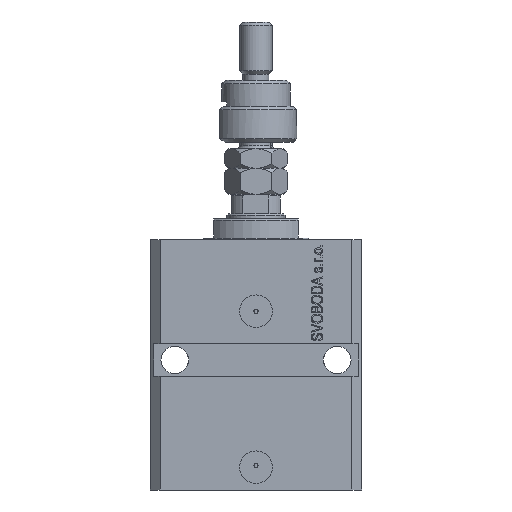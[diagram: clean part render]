
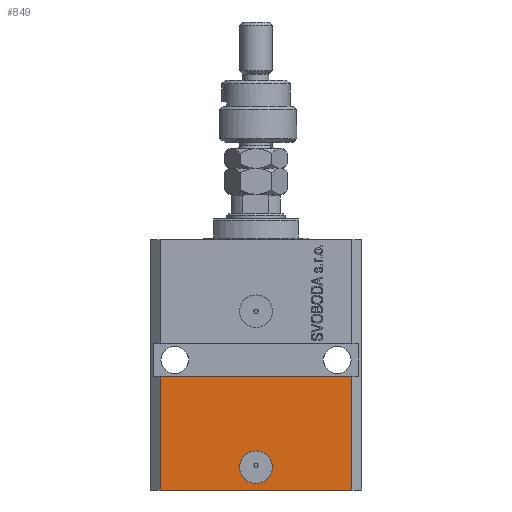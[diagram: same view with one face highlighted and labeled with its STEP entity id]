
A CAD part, front view. The second image highlights one B-rep face of the part: STEP entity #849.
In plain terms, the highlighted planar face has unit normal (0, -1, 0).
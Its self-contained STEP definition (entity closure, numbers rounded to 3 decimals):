
#849 = ADVANCED_FACE ( 'NONE', ( #2559, #36187 ), #43767, .T. ) ;
#925 = CARTESIAN_POINT ( 'NONE',  ( -29.5, -22.5, -77. ) ) ;
#1674 = CARTESIAN_POINT ( 'NONE',  ( 29.5, -22.5, -77. ) ) ;
#2270 = VECTOR ( 'NONE', #11800, 1000. ) ;
#2311 = DIRECTION ( 'NONE',  ( 0., -1., 0. ) ) ;
#2559 = FACE_BOUND ( 'NONE', #4348, .T. ) ;
#3335 = EDGE_LOOP ( 'NONE', ( #40534, #19205, #6095, #28920 ) ) ;
#3785 = VERTEX_POINT ( 'NONE', #33895 ) ;
#4348 = EDGE_LOOP ( 'NONE', ( #13453, #26822 ) ) ;
#4948 = CARTESIAN_POINT ( 'NONE',  ( -5., -22.5, -70. ) ) ;
#5467 = CARTESIAN_POINT ( 'NONE',  ( 29.5, -22.5, -77. ) ) ;
#6095 = ORIENTED_EDGE ( 'NONE', *, *, #18545, .T. ) ;
#7546 = CARTESIAN_POINT ( 'NONE',  ( -29.5, -22.5, -77. ) ) ;
#8293 = DIRECTION ( 'NONE',  ( 1., 0., 0. ) ) ;
#11800 = DIRECTION ( 'NONE',  ( 1., 0., 0. ) ) ;
#12588 = DIRECTION ( 'NONE',  ( 0., -1., 0. ) ) ;
#13453 = ORIENTED_EDGE ( 'NONE', *, *, #31229, .F. ) ;
#15632 = CARTESIAN_POINT ( 'NONE',  ( 0., -22.5, -70. ) ) ;
#17054 = AXIS2_PLACEMENT_3D ( 'NONE', #24562, #2311, #21249 ) ;
#17714 = CARTESIAN_POINT ( 'NONE',  ( -29.5, -22.5, -77. ) ) ;
#18545 = EDGE_CURVE ( 'NONE', #26022, #49662, #26950, .T. ) ;
#19205 = ORIENTED_EDGE ( 'NONE', *, *, #40457, .F. ) ;
#20135 = DIRECTION ( 'NONE',  ( 0., 0., 1. ) ) ;
#21146 = AXIS2_PLACEMENT_3D ( 'NONE', #15632, #12588, #8293 ) ;
#21249 = DIRECTION ( 'NONE',  ( 1., 0., 0. ) ) ;
#23822 = VECTOR ( 'NONE', #40956, 1000. ) ;
#24306 = VERTEX_POINT ( 'NONE', #34018 ) ;
#24562 = CARTESIAN_POINT ( 'NONE',  ( -29.5, -22.5, -77. ) ) ;
#24588 = VERTEX_POINT ( 'NONE', #4948 ) ;
#25707 = DIRECTION ( 'NONE',  ( 1., 0., 0. ) ) ;
#26022 = VERTEX_POINT ( 'NONE', #7546 ) ;
#26822 = ORIENTED_EDGE ( 'NONE', *, *, #36297, .F. ) ;
#26844 = CIRCLE ( 'NONE', #33323, 5. ) ;
#26950 = LINE ( 'NONE', #925, #2270 ) ;
#26974 = EDGE_CURVE ( 'NONE', #3785, #24306, #43428, .T. ) ;
#28920 = ORIENTED_EDGE ( 'NONE', *, *, #49650, .T. ) ;
#29754 = CARTESIAN_POINT ( 'NONE',  ( 0., -22.5, -70. ) ) ;
#29836 = LINE ( 'NONE', #17714, #23822 ) ;
#30030 = CIRCLE ( 'NONE', #21146, 5. ) ;
#31229 = EDGE_CURVE ( 'NONE', #34940, #24588, #30030, .T. ) ;
#31239 = VECTOR ( 'NONE', #20135, 1000. ) ;
#33115 = VECTOR ( 'NONE', #35600, 1000. ) ;
#33323 = AXIS2_PLACEMENT_3D ( 'NONE', #29754, #40125, #25707 ) ;
#33895 = CARTESIAN_POINT ( 'NONE',  ( -29.5, -22.5, -42. ) ) ;
#34018 = CARTESIAN_POINT ( 'NONE',  ( 29.5, -22.5, -42. ) ) ;
#34940 = VERTEX_POINT ( 'NONE', #39677 ) ;
#35600 = DIRECTION ( 'NONE',  ( 1., 0., 0. ) ) ;
#36187 = FACE_OUTER_BOUND ( 'NONE', #3335, .T. ) ;
#36297 = EDGE_CURVE ( 'NONE', #24588, #34940, #26844, .T. ) ;
#39677 = CARTESIAN_POINT ( 'NONE',  ( 5., -22.5, -70. ) ) ;
#40081 = LINE ( 'NONE', #5467, #31239 ) ;
#40125 = DIRECTION ( 'NONE',  ( 0., -1., 0. ) ) ;
#40457 = EDGE_CURVE ( 'NONE', #26022, #3785, #29836, .T. ) ;
#40534 = ORIENTED_EDGE ( 'NONE', *, *, #26974, .F. ) ;
#40956 = DIRECTION ( 'NONE',  ( 0., 0., 1. ) ) ;
#41745 = CARTESIAN_POINT ( 'NONE',  ( -32.5, -22.5, -42. ) ) ;
#43428 = LINE ( 'NONE', #41745, #33115 ) ;
#43767 = PLANE ( 'NONE',  #17054 ) ;
#49650 = EDGE_CURVE ( 'NONE', #49662, #24306, #40081, .T. ) ;
#49662 = VERTEX_POINT ( 'NONE', #1674 ) ;
